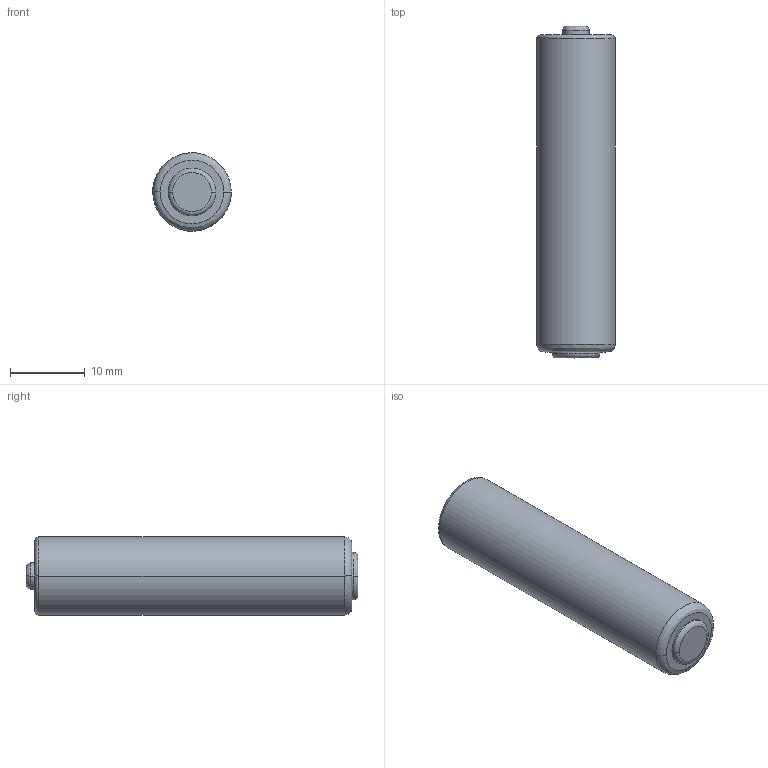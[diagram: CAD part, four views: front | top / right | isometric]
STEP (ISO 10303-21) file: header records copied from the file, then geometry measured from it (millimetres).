
FILE_DESCRIPTION (( 'STEP AP214' ), '1' );
FILE_NAME ('AAAcell.STEP', '2022-07-08T07:01:31', ( '' ), ( '' ), 'SwSTEP 2.0', 'SolidWorks 2018', '' );
FILE_SCHEMA (( 'AUTOMOTIVE_DESIGN' ));
Length unit declared in the file: millimetre
Products named in the file (1): AAAcell
Bounding box: 10.5 x 44.4 x 10.49 mm (x, y, z)
Volume: 3698.1 mm3; surface area: 1571 mm2
Topology: 1 solids, 1 shells, 18 faces, 34 edges, 20 vertices
Faces by surface type: bspline 14, plane 4
Entity records: 666 total; most frequent: CARTESIAN_POINT 417, ORIENTED_EDGE 68, EDGE_CURVE 34, EDGE_LOOP 20, VERTEX_POINT 20, FACE_OUTER_BOUND 18, ADVANCED_FACE 18, B_SPLINE_CURVE_WITH_KNOTS 12
